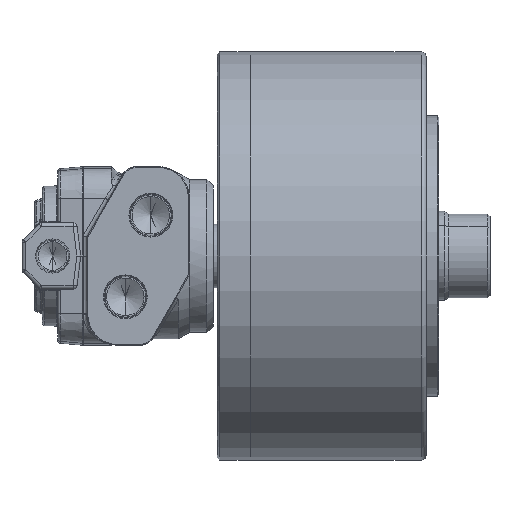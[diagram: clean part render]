
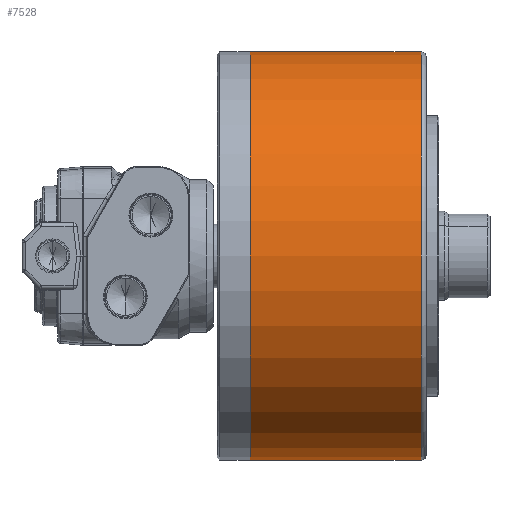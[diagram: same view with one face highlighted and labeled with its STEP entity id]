
A CAD part, front view. The second image highlights one B-rep face of the part: STEP entity #7528.
In plain terms, the highlighted cylindrical face has radius 80 mm (diameter 160 mm), a partial arc.
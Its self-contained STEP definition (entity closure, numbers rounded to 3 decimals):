
#28 = CARTESIAN_POINT ( 'NONE',  ( 67., 0., 80. ) ) ;
#7400 = EDGE_CURVE ( 'NONE', #9437, #7444, #13154, .T. ) ;
#7444 = VERTEX_POINT ( 'NONE', #13934 ) ;
#7480 = VERTEX_POINT ( 'NONE', #14008 ) ;
#7499 = EDGE_CURVE ( 'NONE', #9306, #7480, #14012, .T. ) ;
#7506 = ORIENTED_EDGE ( 'NONE', *, *, #7499, .F. ) ;
#7508 = EDGE_CURVE ( 'NONE', #7480, #7444, #14183, .T. ) ;
#7520 = ORIENTED_EDGE ( 'NONE', *, *, #7508, .F. ) ;
#7528 = ADVANCED_FACE ( 'NONE', ( #14169 ), #14089, .T. ) ;
#7529 = EDGE_CURVE ( 'NONE', #9306, #9437, #14207, .T. ) ;
#7541 = ORIENTED_EDGE ( 'NONE', *, *, #7400, .T. ) ;
#7614 = EDGE_LOOP ( 'NONE', ( #7506, #7634, #7541, #7520 ) ) ;
#7634 = ORIENTED_EDGE ( 'NONE', *, *, #7529, .T. ) ;
#9306 = VERTEX_POINT ( 'NONE', #16289 ) ;
#9437 = VERTEX_POINT ( 'NONE', #28 ) ;
#13153 = CARTESIAN_POINT ( 'NONE',  ( 0., 0., 80. ) ) ;
#13154 = LINE ( 'NONE', #13153, #13202 ) ;
#13201 = DIRECTION ( 'NONE',  ( -1., 0., 0. ) ) ;
#13202 = VECTOR ( 'NONE', #13201, 1000. ) ;
#13934 = CARTESIAN_POINT ( 'NONE',  ( 0., 0., 80. ) ) ;
#14008 = CARTESIAN_POINT ( 'NONE',  ( 0., 0., -80. ) ) ;
#14011 = CARTESIAN_POINT ( 'NONE',  ( 0., 0., -80. ) ) ;
#14012 = LINE ( 'NONE', #14011, #14051 ) ;
#14050 = DIRECTION ( 'NONE',  ( -1., 0., 0. ) ) ;
#14051 = VECTOR ( 'NONE', #14050, 1000. ) ;
#14087 = CARTESIAN_POINT ( 'NONE',  ( 0., 0., 0. ) ) ;
#14089 = CYLINDRICAL_SURFACE ( 'NONE', #14104, 80. ) ;
#14100 = DIRECTION ( 'NONE',  ( 0., 0., 1. ) ) ;
#14102 = DIRECTION ( 'NONE',  ( 0., 0., 1. ) ) ;
#14103 = DIRECTION ( 'NONE',  ( -1., 0., 0. ) ) ;
#14104 = AXIS2_PLACEMENT_3D ( 'NONE', #14087, #14103, #14102 ) ;
#14155 = CARTESIAN_POINT ( 'NONE',  ( 0., 0., 0. ) ) ;
#14169 = FACE_OUTER_BOUND ( 'NONE', #7614, .T. ) ;
#14172 = AXIS2_PLACEMENT_3D ( 'NONE', #14155, #14218, #14100 ) ;
#14183 = CIRCLE ( 'NONE', #14172, 80. ) ;
#14192 = DIRECTION ( 'NONE',  ( -1., 0., 0. ) ) ;
#14207 = CIRCLE ( 'NONE', #14226, 80. ) ;
#14218 = DIRECTION ( 'NONE',  ( -1., 0., 0. ) ) ;
#14220 = DIRECTION ( 'NONE',  ( 0., 0., 1. ) ) ;
#14221 = CARTESIAN_POINT ( 'NONE',  ( 67., 0., 0. ) ) ;
#14226 = AXIS2_PLACEMENT_3D ( 'NONE', #14221, #14192, #14220 ) ;
#16289 = CARTESIAN_POINT ( 'NONE',  ( 67., 0., -80. ) ) ;
